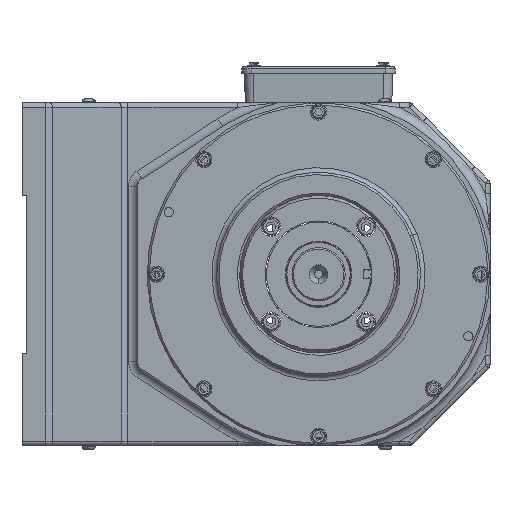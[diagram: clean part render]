
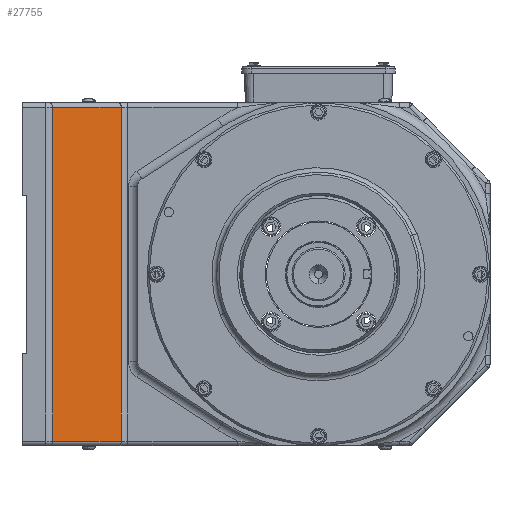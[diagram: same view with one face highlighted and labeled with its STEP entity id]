
A CAD part, front view. The second image highlights one B-rep face of the part: STEP entity #27755.
In plain terms, the highlighted planar face has unit normal (0.707, -0.707, 0).
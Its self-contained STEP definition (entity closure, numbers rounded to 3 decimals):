
#638 = DIRECTION ( 'NONE',  ( -0.707, -0.707, 0. ) ) ;
#2087 = EDGE_CURVE ( 'NONE', #49054, #28570, #45938, .T. ) ;
#3407 = CARTESIAN_POINT ( 'NONE',  ( 27.26, 1.86, 0. ) ) ;
#4720 = VERTEX_POINT ( 'NONE', #67306 ) ;
#9900 = AXIS2_PLACEMENT_3D ( 'NONE', #30325, #74480, #36628 ) ;
#12324 = ORIENTED_EDGE ( 'NONE', *, *, #2087, .T. ) ;
#14688 = CARTESIAN_POINT ( 'NONE',  ( 25.4, 0., -231.775 ) ) ;
#16474 = CARTESIAN_POINT ( 'NONE',  ( 74.34, 48.94, -3.175 ) ) ;
#19129 = CARTESIAN_POINT ( 'NONE',  ( 74.34, 48.94, 0. ) ) ;
#20745 = CARTESIAN_POINT ( 'NONE',  ( 27.26, 1.86, -3.175 ) ) ;
#24102 = EDGE_CURVE ( 'NONE', #28570, #56161, #72637, .T. ) ;
#25480 = DIRECTION ( 'NONE',  ( 0., 0., 1. ) ) ;
#25740 = CARTESIAN_POINT ( 'NONE',  ( 25.4, 0., -3.175 ) ) ;
#27755 = ADVANCED_FACE ( 'NONE', ( #71363 ), #74197, .F. ) ;
#28079 = EDGE_CURVE ( 'NONE', #56161, #4720, #70342, .T. ) ;
#28570 = VERTEX_POINT ( 'NONE', #20745 ) ;
#29163 = VECTOR ( 'NONE', #638, 1000. ) ;
#30325 = CARTESIAN_POINT ( 'NONE',  ( 25.4, 0., 0. ) ) ;
#36628 = DIRECTION ( 'NONE',  ( -0.707, -0.707, 0. ) ) ;
#37049 = VECTOR ( 'NONE', #66677, 1000. ) ;
#39286 = VECTOR ( 'NONE', #25480, 1000. ) ;
#40169 = EDGE_LOOP ( 'NONE', ( #46203, #12324, #45790, #73946 ) ) ;
#45790 = ORIENTED_EDGE ( 'NONE', *, *, #24102, .T. ) ;
#45938 = LINE ( 'NONE', #25740, #29163 ) ;
#46203 = ORIENTED_EDGE ( 'NONE', *, *, #54243, .T. ) ;
#49054 = VERTEX_POINT ( 'NONE', #16474 ) ;
#54243 = EDGE_CURVE ( 'NONE', #4720, #49054, #76876, .T. ) ;
#56161 = VERTEX_POINT ( 'NONE', #66421 ) ;
#65868 = DIRECTION ( 'NONE',  ( 0.707, 0.707, 0. ) ) ;
#66421 = CARTESIAN_POINT ( 'NONE',  ( 27.26, 1.86, -231.775 ) ) ;
#66677 = DIRECTION ( 'NONE',  ( 0., 0., -1. ) ) ;
#67306 = CARTESIAN_POINT ( 'NONE',  ( 74.34, 48.94, -231.775 ) ) ;
#70342 = LINE ( 'NONE', #14688, #72310 ) ;
#71363 = FACE_OUTER_BOUND ( 'NONE', #40169, .T. ) ;
#72310 = VECTOR ( 'NONE', #65868, 1000. ) ;
#72637 = LINE ( 'NONE', #3407, #37049 ) ;
#73946 = ORIENTED_EDGE ( 'NONE', *, *, #28079, .T. ) ;
#74197 = PLANE ( 'NONE',  #9900 ) ;
#74480 = DIRECTION ( 'NONE',  ( -0.707, 0.707, 0. ) ) ;
#76876 = LINE ( 'NONE', #19129, #39286 ) ;
